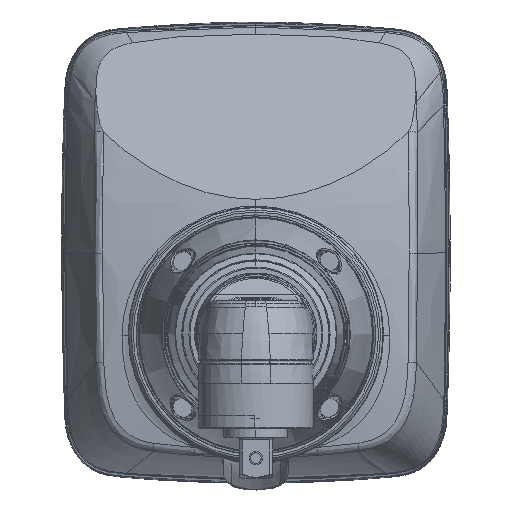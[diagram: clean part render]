
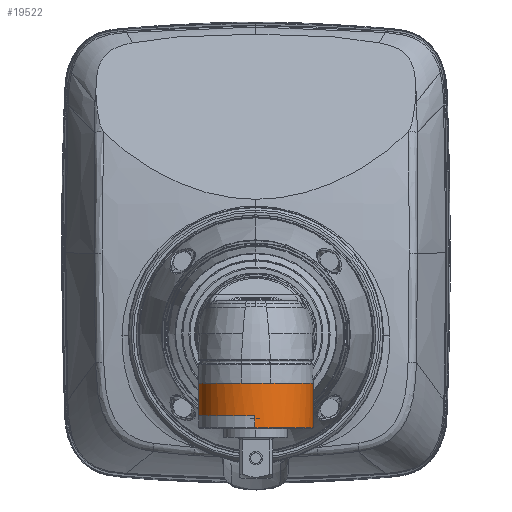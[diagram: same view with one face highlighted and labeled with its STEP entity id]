
A CAD part, top view. The second image highlights one B-rep face of the part: STEP entity #19522.
In plain terms, the highlighted cylindrical face has radius 11 mm (diameter 22 mm), a partial arc.
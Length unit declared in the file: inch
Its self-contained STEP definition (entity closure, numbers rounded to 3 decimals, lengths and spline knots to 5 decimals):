
#2243=CARTESIAN_POINT('',(0.14104,-0.48448,
-0.40945));
#2254=CARTESIAN_POINT('',(0.42906,-0.37499,
-0.05881));
#2255=CARTESIAN_POINT('',(0.42568,-0.37933,
-0.08348));
#2256=CARTESIAN_POINT('',(0.41461,-0.38962,
-0.1325));
#2257=CARTESIAN_POINT('',(0.38517,-0.40828,
-0.20274));
#2258=CARTESIAN_POINT('',(0.34347,-0.42854,
-0.26739));
#2259=CARTESIAN_POINT('',(0.29051,-0.44879,
-0.32419));
#2260=CARTESIAN_POINT('',(0.22773,-0.46742,
-0.37108));
#2261=CARTESIAN_POINT('',(0.17578,-0.4787,
-0.39685));
#2262=CARTESIAN_POINT('',(0.14602,-0.48369,
-0.40772));
#2263=CARTESIAN_POINT('',(0.14101,-0.48448,
-0.40945));
#2363=DIRECTION('',(0.,1.,0.));
#2364=VECTOR('',#2363,0.13363);
#2365=CARTESIAN_POINT('',(0.14107,-0.61811,
-0.40945));
#2366=LINE('',#2365,#2364);
#2367=CARTESIAN_POINT('',(0.,-0.61811,0.));
#2368=DIRECTION('',(0.,1.,0.));
#2369=DIRECTION('',(0.326,0.,-0.945));
#2370=AXIS2_PLACEMENT_3D('',#2367,#2368,#2369);
#2372=CARTESIAN_POINT('',(0.,-0.61811,0.));
#2373=DIRECTION('',(0.,1.,0.));
#2374=DIRECTION('',(-0.326,0.,-0.945));
#2375=AXIS2_PLACEMENT_3D('',#2372,#2373,#2374);
#2377=DIRECTION('',(0.,1.,0.));
#2378=VECTOR('',#2377,0.13363);
#2379=CARTESIAN_POINT('',(-0.14107,-0.61811,
-0.40945));
#2380=LINE('',#2379,#2378);
#2381=CARTESIAN_POINT('',(0.,-0.37499,0.));
#2382=DIRECTION('',(0.,1.,0.));
#2383=DIRECTION('',(-0.259,0.,0.966));
#2384=AXIS2_PLACEMENT_3D('',#2381,#2382,#2383);
#2386=CARTESIAN_POINT('',(0.,-0.61811,0.));
#2387=DIRECTION('',(0.,1.,0.));
#2388=DIRECTION('',(0.231,0.,-0.973));
#2389=AXIS2_PLACEMENT_3D('',#2386,#2387,#2388);
#2630=CARTESIAN_POINT('',(-0.42906,-0.37499,
-0.05881));
#2631=CARTESIAN_POINT('',(-0.42568,-0.37933,
-0.08348));
#2632=CARTESIAN_POINT('',(-0.41461,-0.38962,
-0.1325));
#2633=CARTESIAN_POINT('',(-0.38517,-0.40828,
-0.20274));
#2634=CARTESIAN_POINT('',(-0.34347,-0.42854,
-0.26739));
#2635=CARTESIAN_POINT('',(-0.29051,-0.44879,
-0.32419));
#2636=CARTESIAN_POINT('',(-0.22773,-0.46742,
-0.37108));
#2637=CARTESIAN_POINT('',(-0.17578,-0.4787,
-0.39685));
#2638=CARTESIAN_POINT('',(-0.14602,-0.48369,
-0.40772));
#2639=CARTESIAN_POINT('',(-0.14101,-0.48448,
-0.40945));
#2650=CARTESIAN_POINT('',(-0.14104,-0.48448,
-0.40945));
#2688=DIRECTION('',(0.,-1.,0.));
#2689=VECTOR('',#2688,0.09055);
#2690=CARTESIAN_POINT('',(-0.00849,-0.61811,
0.43299));
#2691=LINE('',#2690,#2689);
#2692=DIRECTION('',(0.,-1.,0.));
#2693=VECTOR('',#2692,0.09055);
#2694=CARTESIAN_POINT('',(0.00849,-0.61811,
-0.43299));
#2695=LINE('',#2694,#2693);
#2759=CARTESIAN_POINT('',(0.,-0.70866,0.));
#2760=DIRECTION('',(0.,1.,0.));
#2761=DIRECTION('',(-0.02,0.,1.));
#2762=AXIS2_PLACEMENT_3D('',#2759,#2760,#2761);
#4231=CARTESIAN_POINT('',(0.,-0.37499,0.));
#4232=DIRECTION('',(0.,1.,0.));
#4233=DIRECTION('',(0.259,0.,0.966));
#4234=AXIS2_PLACEMENT_3D('',#4231,#4232,#4233);
#4299=CARTESIAN_POINT('',(0.,-0.37499,0.));
#4300=DIRECTION('',(0.,-1.,0.));
#4301=DIRECTION('',(-0.259,0.,0.966));
#4302=AXIS2_PLACEMENT_3D('',#4299,#4300,#4301);
#15734=CARTESIAN_POINT('',(0.11209,-0.37499,
0.41831));
#15735=CARTESIAN_POINT('',(0.42906,-0.37499,
-0.05881));
#15736=VERTEX_POINT('',#15734);
#15737=VERTEX_POINT('',#15735);
#15745=CARTESIAN_POINT('',(-0.11209,-0.37499,
0.41831));
#15746=CARTESIAN_POINT('',(-0.42906,-0.37499,
-0.05881));
#15747=VERTEX_POINT('',#15745);
#15748=VERTEX_POINT('',#15746);
#15806=VERTEX_POINT('',#2243);
#15809=VERTEX_POINT('',#2650);
#16031=CARTESIAN_POINT('',(-0.00849,-0.70866,
0.43299));
#16032=CARTESIAN_POINT('',(0.00849,-0.70866,
-0.43299));
#16033=VERTEX_POINT('',#16031);
#16034=VERTEX_POINT('',#16032);
#16067=CARTESIAN_POINT('',(0.10002,-0.61811,
-0.42136));
#16068=CARTESIAN_POINT('',(0.00849,-0.61811,
-0.43299));
#16069=VERTEX_POINT('',#16067);
#16070=VERTEX_POINT('',#16068);
#16077=CARTESIAN_POINT('',(-0.14107,-0.61811,
-0.40945));
#16078=CARTESIAN_POINT('',(-0.00849,-0.61811,
0.43299));
#16079=VERTEX_POINT('',#16077);
#16080=VERTEX_POINT('',#16078);
#16083=CARTESIAN_POINT('',(0.14107,-0.61811,
-0.40945));
#16085=VERTEX_POINT('',#16083);
#19492=CARTESIAN_POINT('',(0.,-0.37499,0.));
#19493=DIRECTION('',(0.,1.,0.));
#19494=DIRECTION('',(0.,0.,-1.));
#19495=AXIS2_PLACEMENT_3D('',#19492,#19493,#19494);
#19496=CYLINDRICAL_SURFACE('',#19495,0.43307);
#19497=ORIENTED_EDGE('',*,*,#19484,.F.);
#19498=ORIENTED_EDGE('',*,*,#19473,.T.);
#19500=ORIENTED_EDGE('',*,*,#19499,.T.);
#19502=ORIENTED_EDGE('',*,*,#19501,.T.);
#19504=ORIENTED_EDGE('',*,*,#19503,.F.);
#19506=ORIENTED_EDGE('',*,*,#19505,.F.);
#19508=ORIENTED_EDGE('',*,*,#19507,.F.);
#19510=ORIENTED_EDGE('',*,*,#19509,.T.);
#19512=ORIENTED_EDGE('',*,*,#19511,.F.);
#19514=ORIENTED_EDGE('',*,*,#19513,.F.);
#19516=ORIENTED_EDGE('',*,*,#19515,.T.);
#19518=ORIENTED_EDGE('',*,*,#19517,.T.);
#19519=ORIENTED_EDGE('',*,*,#19405,.T.);
#19520=EDGE_LOOP('',(#19497,#19498,#19500,#19502,#19504,#19506,#19508,#19510,
#19512,#19514,#19516,#19518,#19519));
#19521=FACE_OUTER_BOUND('',#19520,.F.);
#19522=ADVANCED_FACE('',(#19521),#19496,.T.);
#2264=B_SPLINE_CURVE_WITH_KNOTS('',3,(#2254,#2255,#2256,#2257,#2258,#2259,#2260,
#2261,#2262,#2263),.UNSPECIFIED.,.F.,.F.,(4,1,1,1,1,1,1,4),(0.,
0.16127,0.32254,0.48382,0.64509,
0.80636,0.96763,1.),.UNSPECIFIED.);
#2371=CIRCLE('',#2370,0.43307);
#2376=CIRCLE('',#2375,0.43307);
#2385=CIRCLE('',#2384,0.43307);
#2390=CIRCLE('',#2389,0.43307);
#2640=B_SPLINE_CURVE_WITH_KNOTS('',3,(#2630,#2631,#2632,#2633,#2634,#2635,#2636,
#2637,#2638,#2639),.UNSPECIFIED.,.F.,.F.,(4,1,1,1,1,1,1,4),(0.,
0.16127,0.32254,0.48382,0.64509,
0.80636,0.96763,1.),.UNSPECIFIED.);
#2763=CIRCLE('',#2762,0.43307);
#4235=CIRCLE('',#4234,0.43307);
#4303=CIRCLE('',#4302,0.43307);
#19405=EDGE_CURVE('',#15737,#15806,#2264,.T.);
#19473=EDGE_CURVE('',#16085,#16069,#2371,.T.);
#19484=EDGE_CURVE('',#16085,#15806,#2366,.T.);
#19499=EDGE_CURVE('',#16069,#16070,#2390,.T.);
#19501=EDGE_CURVE('',#16070,#16034,#2695,.T.);
#19503=EDGE_CURVE('',#16033,#16034,#2763,.T.);
#19505=EDGE_CURVE('',#16080,#16033,#2691,.T.);
#19507=EDGE_CURVE('',#16079,#16080,#2376,.T.);
#19509=EDGE_CURVE('',#16079,#15809,#2380,.T.);
#19511=EDGE_CURVE('',#15748,#15809,#2640,.T.);
#19513=EDGE_CURVE('',#15747,#15748,#4303,.T.);
#19515=EDGE_CURVE('',#15747,#15736,#2385,.T.);
#19517=EDGE_CURVE('',#15736,#15737,#4235,.T.);
